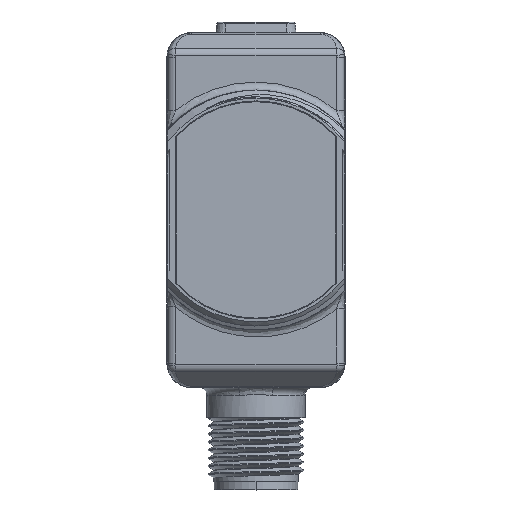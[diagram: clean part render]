
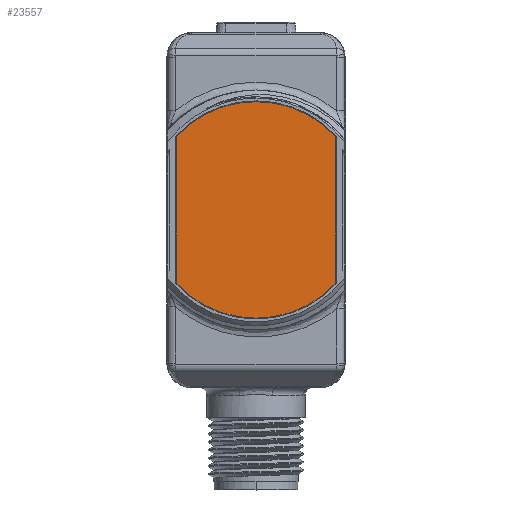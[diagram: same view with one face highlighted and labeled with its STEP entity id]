
A CAD part, top view. The second image highlights one B-rep face of the part: STEP entity #23557.
In plain terms, the highlighted planar face has unit normal (0, 0, 1).
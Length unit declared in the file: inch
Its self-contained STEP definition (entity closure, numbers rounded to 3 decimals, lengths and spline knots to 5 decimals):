
#9798=CARTESIAN_POINT('',(0.,0.,0.82677));
#9799=DIRECTION('',(0.,0.,1.));
#9800=DIRECTION('',(0.736,0.677,0.));
#9801=AXIS2_PLACEMENT_3D('',#9798,#9799,#9800);
#9803=DIRECTION('',(0.,1.,0.));
#9804=VECTOR('',#9803,0.71689);
#9805=CARTESIAN_POINT('',(0.38976,-0.35845,
0.82677));
#9806=LINE('',#9805,#9804);
#9807=CARTESIAN_POINT('',(0.,0.,0.82677));
#9808=DIRECTION('',(0.,0.,1.));
#9809=DIRECTION('',(-0.736,-0.677,0.));
#9810=AXIS2_PLACEMENT_3D('',#9807,#9808,#9809);
#9812=DIRECTION('',(0.,-1.,0.));
#9813=VECTOR('',#9812,0.71689);
#9814=CARTESIAN_POINT('',(-0.38976,0.35845,
0.82677));
#9815=LINE('',#9814,#9813);
#11937=CARTESIAN_POINT('',(0.38976,0.35845,
0.82677));
#11938=CARTESIAN_POINT('',(-0.38976,0.35845,
0.82677));
#11939=VERTEX_POINT('',#11937);
#11940=VERTEX_POINT('',#11938);
#11941=CARTESIAN_POINT('',(-0.38976,-0.35845,
0.82677));
#11942=VERTEX_POINT('',#11941);
#11943=CARTESIAN_POINT('',(0.38976,-0.35845,
0.82677));
#11944=VERTEX_POINT('',#11943);
#23545=CARTESIAN_POINT('',(0.,0.,0.82677));
#23546=DIRECTION('',(0.,0.,1.));
#23547=DIRECTION('',(0.,-1.,0.));
#23548=AXIS2_PLACEMENT_3D('',#23545,#23546,#23547);
#23549=PLANE('',#23548);
#23550=ORIENTED_EDGE('',*,*,#23420,.F.);
#23551=ORIENTED_EDGE('',*,*,#23436,.F.);
#23553=ORIENTED_EDGE('',*,*,#23552,.F.);
#23554=ORIENTED_EDGE('',*,*,#23473,.F.);
#23555=EDGE_LOOP('',(#23550,#23551,#23553,#23554));
#23556=FACE_OUTER_BOUND('',#23555,.F.);
#23557=ADVANCED_FACE('',(#23556),#23549,.T.);
#9802=CIRCLE('',#9801,0.52953);
#9811=CIRCLE('',#9810,0.52953);
#23420=EDGE_CURVE('',#11939,#11940,#9802,.T.);
#23436=EDGE_CURVE('',#11944,#11939,#9806,.T.);
#23473=EDGE_CURVE('',#11940,#11942,#9815,.T.);
#23552=EDGE_CURVE('',#11942,#11944,#9811,.T.);
